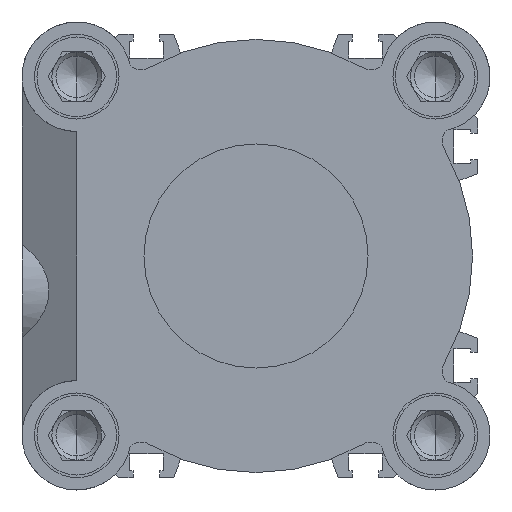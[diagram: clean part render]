
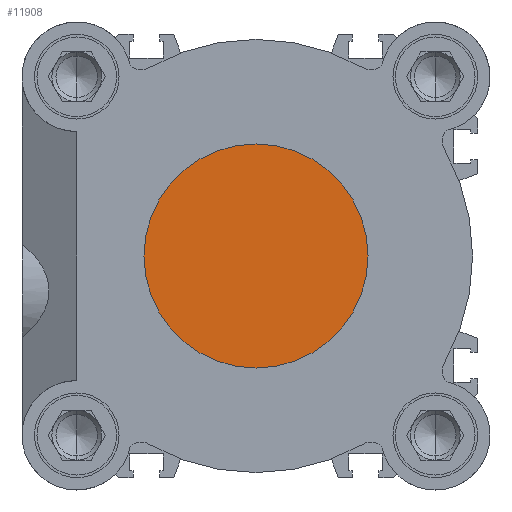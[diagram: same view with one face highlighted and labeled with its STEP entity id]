
A CAD part, left-side view. The second image highlights one B-rep face of the part: STEP entity #11908.
In plain terms, the highlighted face is planar.
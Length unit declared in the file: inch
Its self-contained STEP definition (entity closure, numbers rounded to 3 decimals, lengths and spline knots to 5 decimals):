
#118 = DIRECTION ( 'NONE',  ( -1., 0., 0. ) ) ;
#608 = AXIS2_PLACEMENT_3D ( 'NONE', #11619, #5648, #12615 ) ;
#990 = AXIS2_PLACEMENT_3D ( 'NONE', #8690, #5761, #12738 ) ;
#1565 = ORIENTED_EDGE ( 'NONE', *, *, #6384, .F. ) ;
#2378 = EDGE_LOOP ( 'NONE', ( #4066, #1565 ) ) ;
#3435 = EDGE_CURVE ( 'NONE', #7280, #8932, #11233, .T. ) ;
#4059 = FACE_OUTER_BOUND ( 'NONE', #2378, .T. ) ;
#4066 = ORIENTED_EDGE ( 'NONE', *, *, #3435, .F. ) ;
#4769 = PLANE ( 'NONE',  #990 ) ;
#4826 = CARTESIAN_POINT ( 'NONE',  ( 1.65354, 0., -0.88583 ) ) ;
#5641 = CARTESIAN_POINT ( 'NONE',  ( 1.65354, 0., 0.88583 ) ) ;
#5648 = DIRECTION ( 'NONE',  ( -1., 0., 0. ) ) ;
#5761 = DIRECTION ( 'NONE',  ( -1., 0., 0. ) ) ;
#6017 = CARTESIAN_POINT ( 'NONE',  ( 1.65354, 0., 0. ) ) ;
#6212 = AXIS2_PLACEMENT_3D ( 'NONE', #6017, #118, #6992 ) ;
#6384 = EDGE_CURVE ( 'NONE', #8932, #7280, #9787, .T. ) ;
#6992 = DIRECTION ( 'NONE',  ( 0., 0., 1. ) ) ;
#7280 = VERTEX_POINT ( 'NONE', #5641 ) ;
#8690 = CARTESIAN_POINT ( 'NONE',  ( 1.65354, 0.88583, 0. ) ) ;
#8932 = VERTEX_POINT ( 'NONE', #4826 ) ;
#9787 = CIRCLE ( 'NONE', #6212, 0.88583 ) ;
#11233 = CIRCLE ( 'NONE', #608, 0.88583 ) ;
#11619 = CARTESIAN_POINT ( 'NONE',  ( 1.65354, 0., 0. ) ) ;
#11908 = ADVANCED_FACE ( 'NONE', ( #4059 ), #4769, .F. ) ;
#12615 = DIRECTION ( 'NONE',  ( 0., 0., 1. ) ) ;
#12738 = DIRECTION ( 'NONE',  ( 0., 0., 1. ) ) ;
